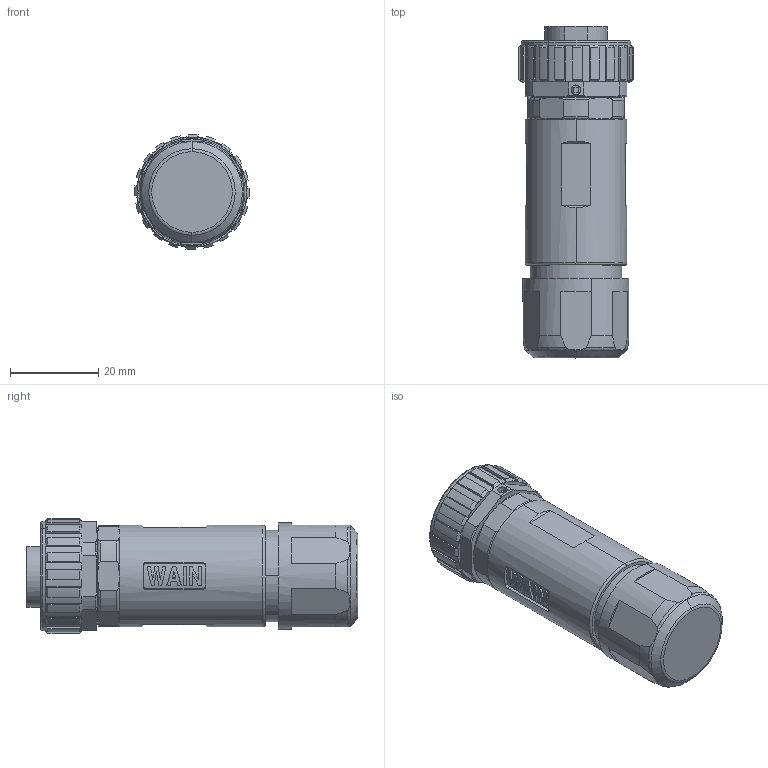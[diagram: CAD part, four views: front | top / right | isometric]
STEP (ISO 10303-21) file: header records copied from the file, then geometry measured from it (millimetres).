
FILE_DESCRIPTION((''),'2;1');
FILE_NAME('7_8-F03-T-DXX_SW0001','2020-12-08T',('tc.chen'),(''),'PRO/ENGINEER BY PARAMETRIC TECHNOLOGY CORPORATION, 2012480','PRO/ENGINEER BY PARAMETRIC TECHNOLOGY CORPORATION, 2012480','');
FILE_SCHEMA(('AUTOMOTIVE_DESIGN { 1 0 10303 214 1 1 1 1 }'));
Length unit declared in the file: millimetre
Products named in the file (1): 7_8-F03-T-DXX_SW0001
Bounding box: 26 x 75.05 x 26 mm (x, y, z)
Volume: 29579.6 mm3; surface area: 8939 mm2
Topology: 1 solids, 2 shells, 492 faces, 1296 edges, 836 vertices
Faces by surface type: plane 195, cylinder 190, bspline 44, torus 40, cone 23
Entity records: 25411 total; most frequent: CARTESIAN_POINT 9598, ORIENTED_EDGE 2592, DIRECTION 2199, EDGE_CURVE 1296, AXIS2_PLACEMENT_3D 836, VERTEX_POINT 836, FILL_AREA_STYLE_COLOUR 626, FILL_AREA_STYLE 626
